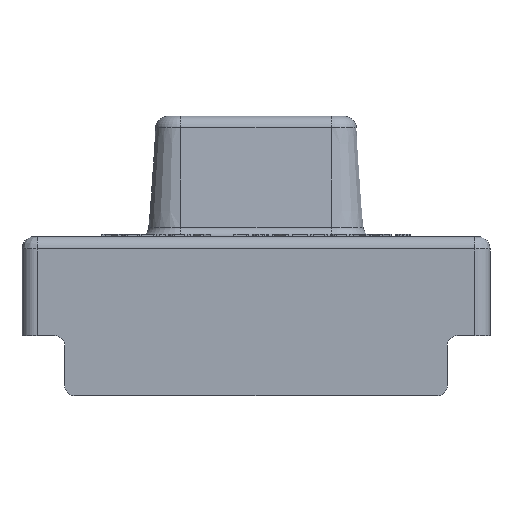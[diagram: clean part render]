
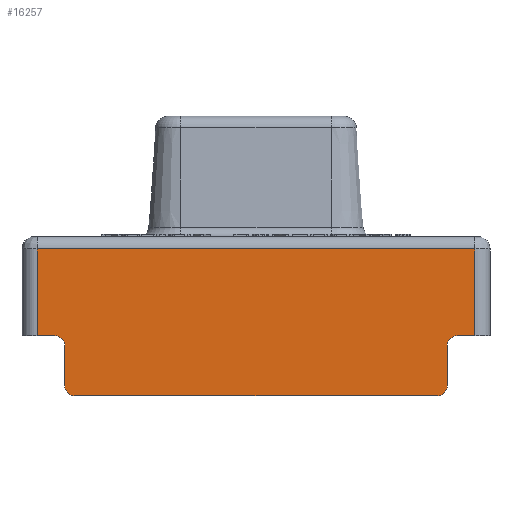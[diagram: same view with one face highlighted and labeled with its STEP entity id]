
A CAD part, front view. The second image highlights one B-rep face of the part: STEP entity #16257.
In plain terms, the highlighted planar face has unit normal (0, -1, 0).
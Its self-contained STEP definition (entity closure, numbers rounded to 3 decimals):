
#6=DIRECTION('',(-1.,0.,0.));
#7=VECTOR('',#6,36.18);
#8=CARTESIAN_POINT('',(18.09,-8.7,0.));
#9=LINE('',#8,#7);
#811=CARTESIAN_POINT('',(20.09,-8.7,5.));
#812=DIRECTION('',(0.,1.,0.));
#813=DIRECTION('',(-1.,0.,0.));
#814=AXIS2_PLACEMENT_3D('',#811,#812,#813);
#840=CARTESIAN_POINT('',(-18.09,-8.7,1.));
#841=DIRECTION('',(0.,-1.,0.));
#842=DIRECTION('',(-1.,0.,0.));
#843=AXIS2_PLACEMENT_3D('',#840,#841,#842);
#845=DIRECTION('',(0.,0.,-1.));
#846=VECTOR('',#845,4.);
#847=CARTESIAN_POINT('',(-19.09,-8.7,5.));
#848=LINE('',#847,#846);
#849=DIRECTION('',(-1.,0.,0.));
#850=VECTOR('',#849,1.76);
#851=CARTESIAN_POINT('',(-20.09,-8.7,6.));
#852=LINE('',#851,#850);
#853=DIRECTION('',(-1.,0.,0.));
#854=VECTOR('',#853,43.7);
#855=CARTESIAN_POINT('',(21.85,-8.7,14.65));
#856=LINE('',#855,#854);
#857=DIRECTION('',(-1.,0.,0.));
#858=VECTOR('',#857,1.76);
#859=CARTESIAN_POINT('',(21.85,-8.7,6.));
#860=LINE('',#859,#858);
#861=DIRECTION('',(0.,0.,-1.));
#862=VECTOR('',#861,4.);
#863=CARTESIAN_POINT('',(19.09,-8.7,5.));
#864=LINE('',#863,#862);
#865=CARTESIAN_POINT('',(18.09,-8.7,1.));
#866=DIRECTION('',(0.,-1.,0.));
#867=DIRECTION('',(0.,0.,-1.));
#868=AXIS2_PLACEMENT_3D('',#865,#866,#867);
#894=CARTESIAN_POINT('',(-20.09,-8.7,5.));
#895=DIRECTION('',(0.,1.,0.));
#896=DIRECTION('',(0.,0.,1.));
#897=AXIS2_PLACEMENT_3D('',#894,#895,#896);
#1597=DIRECTION('',(0.,0.,1.));
#1598=VECTOR('',#1597,8.65);
#1599=CARTESIAN_POINT('',(21.85,-8.7,6.));
#1600=LINE('',#1599,#1598);
#4915=DIRECTION('',(0.,0.,1.));
#4916=VECTOR('',#4915,8.65);
#4917=CARTESIAN_POINT('',(-21.85,-8.7,6.));
#4918=LINE('',#4917,#4916);
#11498=CARTESIAN_POINT('',(19.09,-8.7,5.));
#11499=CARTESIAN_POINT('',(20.09,-8.7,6.));
#11500=VERTEX_POINT('',#11498);
#11501=VERTEX_POINT('',#11499);
#11518=CARTESIAN_POINT('',(-20.09,-8.7,6.));
#11519=CARTESIAN_POINT('',(-19.09,-8.7,5.));
#11520=VERTEX_POINT('',#11518);
#11521=VERTEX_POINT('',#11519);
#12064=CARTESIAN_POINT('',(-21.85,-8.7,6.));
#12065=VERTEX_POINT('',#12064);
#12068=CARTESIAN_POINT('',(21.85,-8.7,6.));
#12069=VERTEX_POINT('',#12068);
#12116=CARTESIAN_POINT('',(-21.85,-8.7,14.65));
#12117=VERTEX_POINT('',#12116);
#12120=CARTESIAN_POINT('',(21.85,-8.7,14.65));
#12121=VERTEX_POINT('',#12120);
#12154=CARTESIAN_POINT('',(-19.09,-8.7,1.));
#12155=VERTEX_POINT('',#12154);
#12156=CARTESIAN_POINT('',(-18.09,-8.7,0.));
#12157=VERTEX_POINT('',#12156);
#12166=CARTESIAN_POINT('',(18.09,-8.7,0.));
#12167=CARTESIAN_POINT('',(19.09,-8.7,1.));
#12168=VERTEX_POINT('',#12166);
#12169=VERTEX_POINT('',#12167);
#16233=CARTESIAN_POINT('',(-22.35,-8.7,0.));
#16234=DIRECTION('',(0.,-1.,0.));
#16235=DIRECTION('',(1.,0.,0.));
#16236=AXIS2_PLACEMENT_3D('',#16233,#16234,#16235);
#16237=PLANE('',#16236);
#16238=ORIENTED_EDGE('',*,*,#15227,.F.);
#16240=ORIENTED_EDGE('',*,*,#16239,.F.);
#16242=ORIENTED_EDGE('',*,*,#16241,.F.);
#16243=ORIENTED_EDGE('',*,*,#16162,.T.);
#16245=ORIENTED_EDGE('',*,*,#16244,.T.);
#16247=ORIENTED_EDGE('',*,*,#16246,.F.);
#16249=ORIENTED_EDGE('',*,*,#16248,.F.);
#16250=ORIENTED_EDGE('',*,*,#16124,.T.);
#16251=ORIENTED_EDGE('',*,*,#16184,.F.);
#16252=ORIENTED_EDGE('',*,*,#16197,.T.);
#16253=ORIENTED_EDGE('',*,*,#16225,.F.);
#16254=ORIENTED_EDGE('',*,*,#15193,.T.);
#16255=EDGE_LOOP('',(#16238,#16240,#16242,#16243,#16245,#16247,#16249,#16250,
#16251,#16252,#16253,#16254));
#16256=FACE_OUTER_BOUND('',#16255,.F.);
#16257=ADVANCED_FACE('',(#16256),#16237,.T.);
#815=CIRCLE('',#814,1.);
#844=CIRCLE('',#843,1.);
#869=CIRCLE('',#868,1.);
#898=CIRCLE('',#897,1.);
#15193=EDGE_CURVE('',#12168,#12157,#9,.T.);
#15227=EDGE_CURVE('',#12155,#12157,#844,.T.);
#16124=EDGE_CURVE('',#12069,#11501,#860,.T.);
#16162=EDGE_CURVE('',#11520,#12065,#852,.T.);
#16184=EDGE_CURVE('',#11500,#11501,#815,.T.);
#16197=EDGE_CURVE('',#11500,#12169,#864,.T.);
#16225=EDGE_CURVE('',#12168,#12169,#869,.T.);
#16239=EDGE_CURVE('',#11521,#12155,#848,.T.);
#16241=EDGE_CURVE('',#11520,#11521,#898,.T.);
#16244=EDGE_CURVE('',#12065,#12117,#4918,.T.);
#16246=EDGE_CURVE('',#12121,#12117,#856,.T.);
#16248=EDGE_CURVE('',#12069,#12121,#1600,.T.);
